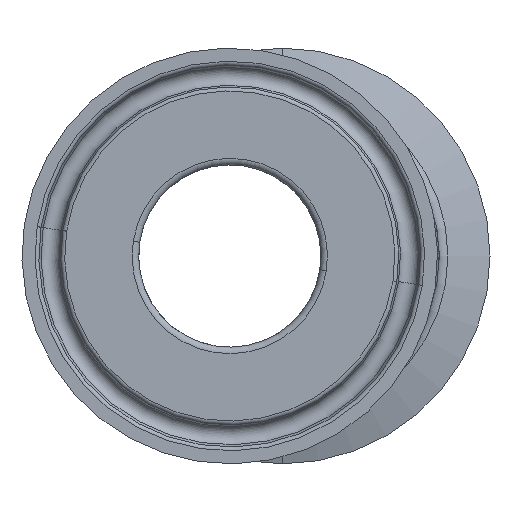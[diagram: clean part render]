
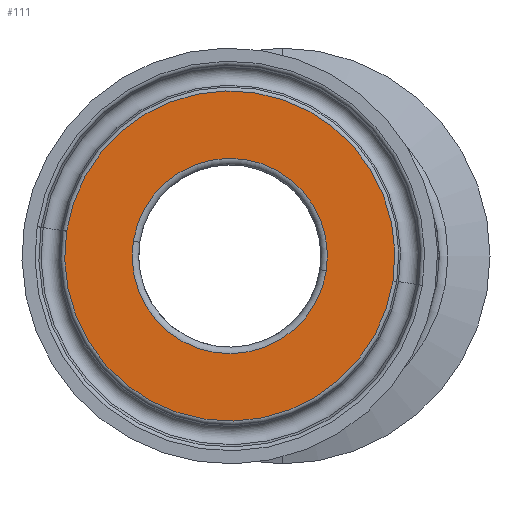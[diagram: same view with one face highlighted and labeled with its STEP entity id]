
A CAD part, front view. The second image highlights one B-rep face of the part: STEP entity #111.
In plain terms, the highlighted face is planar.
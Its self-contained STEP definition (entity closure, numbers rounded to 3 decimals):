
#62 = DIRECTION ( 'NONE',  ( 0., -1., 0. ) ) ;
#82 = ORIENTED_EDGE ( 'NONE', *, *, #1198, .T. ) ;
#85 = CIRCLE ( 'NONE', #780, 11.84 ) ;
#111 = ADVANCED_FACE ( 'NONE', ( #1926, #1458 ), #1395, .F. ) ;
#143 = DIRECTION ( 'NONE',  ( 0., 1., 0. ) ) ;
#168 = EDGE_LOOP ( 'NONE', ( #82, #1382 ) ) ;
#444 = CIRCLE ( 'NONE', #1575, 20.018 ) ;
#586 = AXIS2_PLACEMENT_3D ( 'NONE', #2094, #62, #1559 ) ;
#643 = EDGE_CURVE ( 'NONE', #1960, #946, #444, .T. ) ;
#768 = DIRECTION ( 'NONE',  ( 0., 0., -1. ) ) ;
#780 = AXIS2_PLACEMENT_3D ( 'NONE', #1329, #1335, #974 ) ;
#870 = ORIENTED_EDGE ( 'NONE', *, *, #643, .T. ) ;
#925 = CARTESIAN_POINT ( 'NONE',  ( 0., 5., 0. ) ) ;
#946 = VERTEX_POINT ( 'NONE', #1300 ) ;
#974 = DIRECTION ( 'NONE',  ( 0., 0., -1. ) ) ;
#994 = VERTEX_POINT ( 'NONE', #1455 ) ;
#1074 = CIRCLE ( 'NONE', #1342, 11.84 ) ;
#1146 = CARTESIAN_POINT ( 'NONE',  ( 0., 5., 0. ) ) ;
#1154 = CARTESIAN_POINT ( 'NONE',  ( 0., 5., 0. ) ) ;
#1169 = DIRECTION ( 'NONE',  ( 0., 0., -1. ) ) ;
#1180 = CIRCLE ( 'NONE', #2086, 20.018 ) ;
#1198 = EDGE_CURVE ( 'NONE', #994, #1296, #1074, .T. ) ;
#1253 = DIRECTION ( 'NONE',  ( 0., 1., 0. ) ) ;
#1296 = VERTEX_POINT ( 'NONE', #2114 ) ;
#1300 = CARTESIAN_POINT ( 'NONE',  ( 0., 5., -20.018 ) ) ;
#1329 = CARTESIAN_POINT ( 'NONE',  ( 0., 5., 0. ) ) ;
#1335 = DIRECTION ( 'NONE',  ( 0., -1., 0. ) ) ;
#1342 = AXIS2_PLACEMENT_3D ( 'NONE', #1146, #1481, #1837 ) ;
#1382 = ORIENTED_EDGE ( 'NONE', *, *, #1792, .T. ) ;
#1395 = PLANE ( 'NONE',  #586 ) ;
#1455 = CARTESIAN_POINT ( 'NONE',  ( 0., 5., -11.84 ) ) ;
#1458 = FACE_BOUND ( 'NONE', #168, .T. ) ;
#1481 = DIRECTION ( 'NONE',  ( 0., -1., 0. ) ) ;
#1559 = DIRECTION ( 'NONE',  ( 0., 0., -1. ) ) ;
#1575 = AXIS2_PLACEMENT_3D ( 'NONE', #925, #1253, #768 ) ;
#1731 = EDGE_LOOP ( 'NONE', ( #2082, #870 ) ) ;
#1792 = EDGE_CURVE ( 'NONE', #1296, #994, #85, .T. ) ;
#1837 = DIRECTION ( 'NONE',  ( 0., 0., -1. ) ) ;
#1878 = EDGE_CURVE ( 'NONE', #946, #1960, #1180, .T. ) ;
#1926 = FACE_OUTER_BOUND ( 'NONE', #1731, .T. ) ;
#1960 = VERTEX_POINT ( 'NONE', #2207 ) ;
#2082 = ORIENTED_EDGE ( 'NONE', *, *, #1878, .T. ) ;
#2086 = AXIS2_PLACEMENT_3D ( 'NONE', #1154, #143, #1169 ) ;
#2094 = CARTESIAN_POINT ( 'NONE',  ( 0., 5., 0. ) ) ;
#2114 = CARTESIAN_POINT ( 'NONE',  ( 0., 5., 11.84 ) ) ;
#2207 = CARTESIAN_POINT ( 'NONE',  ( 0., 5., 20.018 ) ) ;
